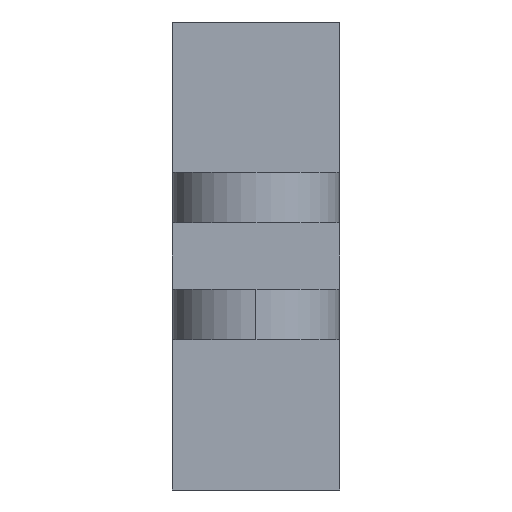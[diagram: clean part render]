
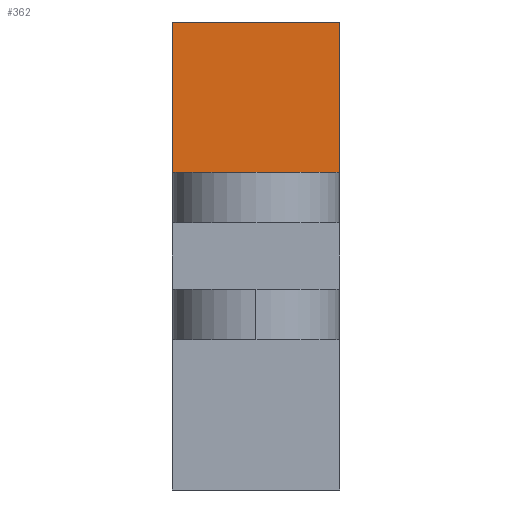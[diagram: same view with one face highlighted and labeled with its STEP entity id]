
A CAD part, left-side view. The second image highlights one B-rep face of the part: STEP entity #362.
In plain terms, the highlighted planar face has unit normal (-1, 0, 0).
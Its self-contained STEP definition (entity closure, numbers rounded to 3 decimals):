
#150 = ORIENTED_EDGE ( 'NONE', *, *, #562, .F. ) ;
#185 = CARTESIAN_POINT ( 'NONE',  ( 25., 0., 3. ) ) ;
#201 = LINE ( 'NONE', #663, #321 ) ;
#215 = LINE ( 'NONE', #275, #431 ) ;
#275 = CARTESIAN_POINT ( 'NONE',  ( 25., 0., 19. ) ) ;
#311 = VERTEX_POINT ( 'NONE', #465 ) ;
#321 = VECTOR ( 'NONE', #675, 1000. ) ;
#338 = ORIENTED_EDGE ( 'NONE', *, *, #930, .T. ) ;
#339 = LINE ( 'NONE', #185, #441 ) ;
#362 = ADVANCED_FACE ( 'NONE', ( #888 ), #570, .T. ) ;
#375 = LINE ( 'NONE', #995, #674 ) ;
#418 = VERTEX_POINT ( 'NONE', #575 ) ;
#431 = VECTOR ( 'NONE', #983, 1000. ) ;
#438 = CARTESIAN_POINT ( 'NONE',  ( 25., 10., 10. ) ) ;
#441 = VECTOR ( 'NONE', #649, 1000. ) ;
#449 = ORIENTED_EDGE ( 'NONE', *, *, #462, .F. ) ;
#462 = EDGE_CURVE ( 'NONE', #311, #418, #339, .T. ) ;
#465 = CARTESIAN_POINT ( 'NONE',  ( 25., 0., 19. ) ) ;
#483 = DIRECTION ( 'NONE',  ( 0., 0., 1. ) ) ;
#562 = EDGE_CURVE ( 'NONE', #418, #600, #201, .T. ) ;
#570 = PLANE ( 'NONE',  #801 ) ;
#575 = CARTESIAN_POINT ( 'NONE',  ( 25., 0., 10. ) ) ;
#600 = VERTEX_POINT ( 'NONE', #438 ) ;
#649 = DIRECTION ( 'NONE',  ( 0., 0., -1. ) ) ;
#652 = CARTESIAN_POINT ( 'NONE',  ( 25., -8.544, 3. ) ) ;
#663 = CARTESIAN_POINT ( 'NONE',  ( 25., 10., 10. ) ) ;
#674 = VECTOR ( 'NONE', #853, 1000. ) ;
#675 = DIRECTION ( 'NONE',  ( 0., 1., 0. ) ) ;
#690 = EDGE_CURVE ( 'NONE', #600, #772, #375, .T. ) ;
#715 = DIRECTION ( 'NONE',  ( -1., 0., 0. ) ) ;
#772 = VERTEX_POINT ( 'NONE', #841 ) ;
#801 = AXIS2_PLACEMENT_3D ( 'NONE', #652, #715, #483 ) ;
#841 = CARTESIAN_POINT ( 'NONE',  ( 25., 10., 19. ) ) ;
#853 = DIRECTION ( 'NONE',  ( 0., 0., 1. ) ) ;
#874 = EDGE_LOOP ( 'NONE', ( #909, #150, #449, #338 ) ) ;
#888 = FACE_OUTER_BOUND ( 'NONE', #874, .T. ) ;
#909 = ORIENTED_EDGE ( 'NONE', *, *, #690, .F. ) ;
#930 = EDGE_CURVE ( 'NONE', #311, #772, #215, .T. ) ;
#983 = DIRECTION ( 'NONE',  ( 0., 1., 0. ) ) ;
#995 = CARTESIAN_POINT ( 'NONE',  ( 25., 10., 3. ) ) ;
